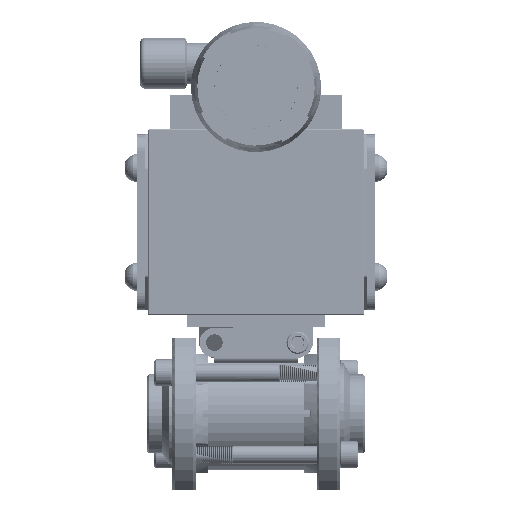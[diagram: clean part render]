
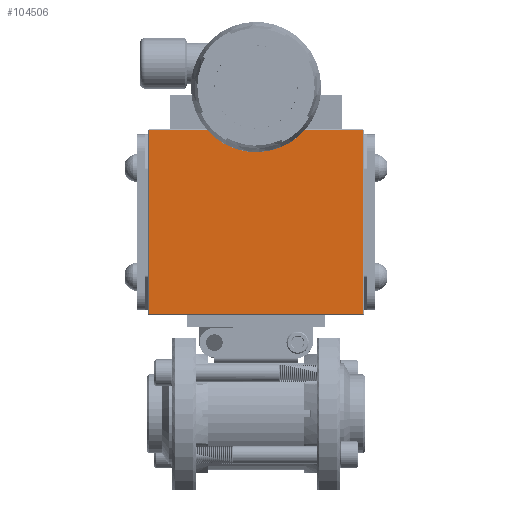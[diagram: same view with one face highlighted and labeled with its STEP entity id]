
A CAD part, top view. The second image highlights one B-rep face of the part: STEP entity #104506.
In plain terms, the highlighted planar face has unit normal (0, 0, 1).
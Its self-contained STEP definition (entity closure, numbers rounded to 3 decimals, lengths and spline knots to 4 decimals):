
#2512 = PLANE ( 'NONE',  #39854 ) ;
#3150 = ORIENTED_EDGE ( 'NONE', *, *, #171850, .T. ) ;
#9336 = EDGE_CURVE ( 'NONE', #142078, #152085, #85160, .T. ) ;
#13542 = EDGE_LOOP ( 'NONE', ( #20253, #3150, #18280, #48383 ) ) ;
#14868 = VECTOR ( 'NONE', #187056, 39.3701 ) ;
#18280 = ORIENTED_EDGE ( 'NONE', *, *, #9336, .T. ) ;
#20253 = ORIENTED_EDGE ( 'NONE', *, *, #83477, .T. ) ;
#24075 = DIRECTION ( 'NONE',  ( -1., 0., 0. ) ) ;
#34606 = CARTESIAN_POINT ( 'NONE',  ( 2.251, 5.954, 1.55 ) ) ;
#39854 = AXIS2_PLACEMENT_3D ( 'NONE', #134760, #46774, #149474 ) ;
#41610 = VECTOR ( 'NONE', #76495, 39.3701 ) ;
#44489 = DIRECTION ( 'NONE',  ( 1., 0., 0. ) ) ;
#46774 = DIRECTION ( 'NONE',  ( 0., 0., -1. ) ) ;
#48383 = ORIENTED_EDGE ( 'NONE', *, *, #77921, .T. ) ;
#63104 = LINE ( 'NONE', #157608, #14868 ) ;
#67393 = VECTOR ( 'NONE', #44489, 39.3701 ) ;
#76495 = DIRECTION ( 'NONE',  ( 0., -1., 0. ) ) ;
#77921 = EDGE_CURVE ( 'NONE', #152085, #84044, #179894, .T. ) ;
#83477 = EDGE_CURVE ( 'NONE', #84044, #161285, #63104, .T. ) ;
#84044 = VERTEX_POINT ( 'NONE', #181321 ) ;
#85160 = LINE ( 'NONE', #120849, #41610 ) ;
#104506 = ADVANCED_FACE ( 'NONE', ( #124877 ), #2512, .F. ) ;
#105754 = CARTESIAN_POINT ( 'NONE',  ( -2.255, 2.094, 1.55 ) ) ;
#120849 = CARTESIAN_POINT ( 'NONE',  ( -2.255, 2.074, 1.55 ) ) ;
#124877 = FACE_OUTER_BOUND ( 'NONE', #13542, .T. ) ;
#132500 = CARTESIAN_POINT ( 'NONE',  ( -2.275, 2.094, 1.55 ) ) ;
#134760 = CARTESIAN_POINT ( 'NONE',  ( -2.275, 5.974, 1.55 ) ) ;
#136301 = LINE ( 'NONE', #172255, #170630 ) ;
#142078 = VERTEX_POINT ( 'NONE', #165558 ) ;
#149474 = DIRECTION ( 'NONE',  ( 0., -1., 0. ) ) ;
#152085 = VERTEX_POINT ( 'NONE', #105754 ) ;
#157608 = CARTESIAN_POINT ( 'NONE',  ( 2.251, 5.974, 1.55 ) ) ;
#161285 = VERTEX_POINT ( 'NONE', #34606 ) ;
#165558 = CARTESIAN_POINT ( 'NONE',  ( -2.255, 5.954, 1.55 ) ) ;
#170630 = VECTOR ( 'NONE', #24075, 39.3701 ) ;
#171850 = EDGE_CURVE ( 'NONE', #161285, #142078, #136301, .T. ) ;
#172255 = CARTESIAN_POINT ( 'NONE',  ( -2.275, 5.954, 1.55 ) ) ;
#179894 = LINE ( 'NONE', #132500, #67393 ) ;
#181321 = CARTESIAN_POINT ( 'NONE',  ( 2.251, 2.094, 1.55 ) ) ;
#187056 = DIRECTION ( 'NONE',  ( 0., 1., 0. ) ) ;
